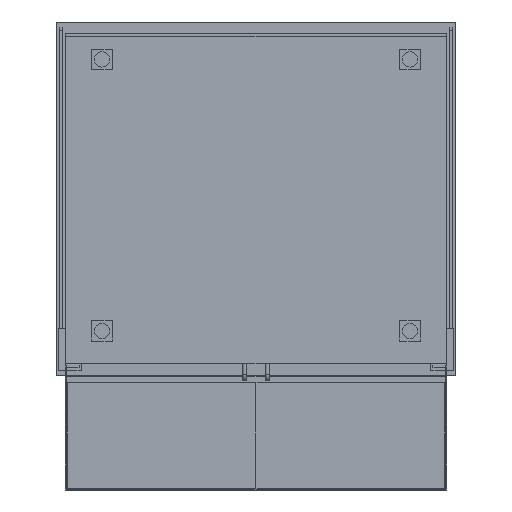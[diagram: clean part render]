
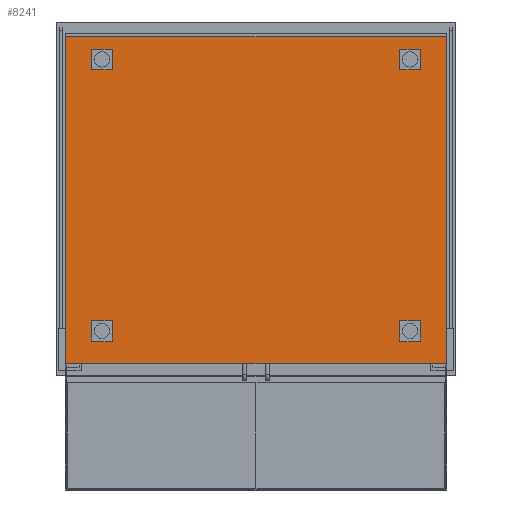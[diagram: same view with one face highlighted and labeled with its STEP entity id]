
A CAD part, front view. The second image highlights one B-rep face of the part: STEP entity #8241.
In plain terms, the highlighted planar face has unit normal (0, -1, 0).
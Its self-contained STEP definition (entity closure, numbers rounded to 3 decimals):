
#82 = DIRECTION ( 'NONE',  ( 0., 0., -1. ) ) ;
#301 = DIRECTION ( 'NONE',  ( 0., -1., 0. ) ) ;
#333 = CARTESIAN_POINT ( 'NONE',  ( -373.5, -498., 319. ) ) ;
#549 = LINE ( 'NONE', #2151, #8183 ) ;
#789 = DIRECTION ( 'NONE',  ( 1., 0., 0. ) ) ;
#801 = VECTOR ( 'NONE', #789, 1000. ) ;
#904 = CARTESIAN_POINT ( 'NONE',  ( -373.5, -498., -324. ) ) ;
#1734 = VERTEX_POINT ( 'NONE', #4301 ) ;
#2151 = CARTESIAN_POINT ( 'NONE',  ( 373.5, -498., -324. ) ) ;
#2275 = ORIENTED_EDGE ( 'NONE', *, *, #2700, .T. ) ;
#2500 = VERTEX_POINT ( 'NONE', #8664 ) ;
#2700 = EDGE_CURVE ( 'NONE', #2500, #3331, #549, .T. ) ;
#2795 = ORIENTED_EDGE ( 'NONE', *, *, #11631, .T. ) ;
#3331 = VERTEX_POINT ( 'NONE', #3687 ) ;
#3687 = CARTESIAN_POINT ( 'NONE',  ( 373.5, -498., 319. ) ) ;
#4070 = PLANE ( 'NONE',  #14501 ) ;
#4301 = CARTESIAN_POINT ( 'NONE',  ( -373.5, -498., -324. ) ) ;
#4620 = CARTESIAN_POINT ( 'NONE',  ( 373.5, -498., -324. ) ) ;
#4724 = VECTOR ( 'NONE', #12025, 1000. ) ;
#5765 = CARTESIAN_POINT ( 'NONE',  ( 373.5, -498., 319. ) ) ;
#6031 = DIRECTION ( 'NONE',  ( 0., 0., 1. ) ) ;
#6034 = LINE ( 'NONE', #4620, #801 ) ;
#6294 = VERTEX_POINT ( 'NONE', #333 ) ;
#6513 = LINE ( 'NONE', #904, #15339 ) ;
#6638 = ORIENTED_EDGE ( 'NONE', *, *, #15242, .T. ) ;
#7092 = ORIENTED_EDGE ( 'NONE', *, *, #15367, .T. ) ;
#8183 = VECTOR ( 'NONE', #6031, 1000. ) ;
#8241 = ADVANCED_FACE ( 'NONE', ( #14576 ), #4070, .T. ) ;
#8664 = CARTESIAN_POINT ( 'NONE',  ( 373.5, -498., -324. ) ) ;
#8944 = EDGE_LOOP ( 'NONE', ( #2275, #6638, #7092, #2795 ) ) ;
#10321 = LINE ( 'NONE', #5765, #4724 ) ;
#11631 = EDGE_CURVE ( 'NONE', #1734, #2500, #6034, .T. ) ;
#12025 = DIRECTION ( 'NONE',  ( -1., 0., 0. ) ) ;
#13023 = CARTESIAN_POINT ( 'NONE',  ( 0., -498., 0. ) ) ;
#14501 = AXIS2_PLACEMENT_3D ( 'NONE', #13023, #301, #82 ) ;
#14576 = FACE_OUTER_BOUND ( 'NONE', #8944, .T. ) ;
#15242 = EDGE_CURVE ( 'NONE', #3331, #6294, #10321, .T. ) ;
#15339 = VECTOR ( 'NONE', #16055, 1000. ) ;
#15367 = EDGE_CURVE ( 'NONE', #6294, #1734, #6513, .T. ) ;
#16055 = DIRECTION ( 'NONE',  ( 0., 0., -1. ) ) ;
